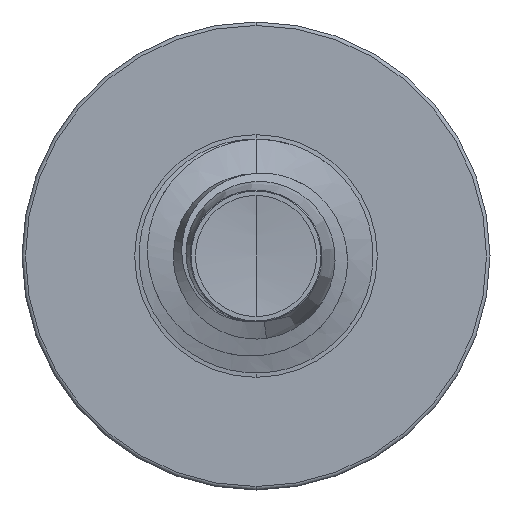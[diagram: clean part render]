
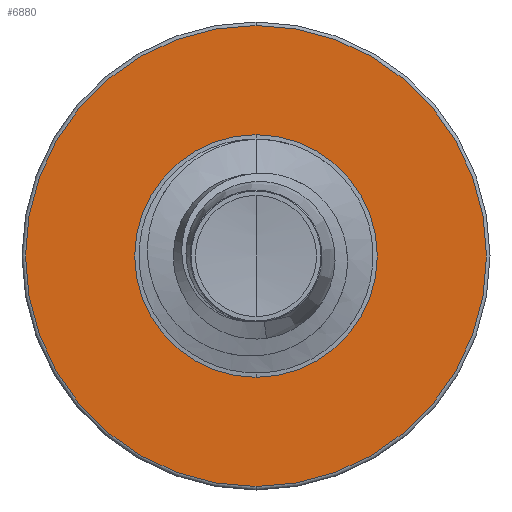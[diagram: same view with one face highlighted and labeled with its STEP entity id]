
A CAD part, front view. The second image highlights one B-rep face of the part: STEP entity #6880.
In plain terms, the highlighted planar face has unit normal (0, -1, 0).
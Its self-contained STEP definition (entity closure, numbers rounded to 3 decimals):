
#523 = ORIENTED_EDGE ( 'NONE', *, *, #9428, .T. ) ;
#716 = FACE_BOUND ( 'NONE', #7964, .T. ) ;
#810 = AXIS2_PLACEMENT_3D ( 'NONE', #3103, #3131, #2926 ) ;
#850 = AXIS2_PLACEMENT_3D ( 'NONE', #3605, #3286, #3253 ) ;
#1217 = AXIS2_PLACEMENT_3D ( 'NONE', #2106, #2099, #2083 ) ;
#1446 = AXIS2_PLACEMENT_3D ( 'NONE', #3454, #3451, #3439 ) ;
#2083 = DIRECTION ( 'NONE',  ( 0., 0., 1. ) ) ;
#2099 = DIRECTION ( 'NONE',  ( 0., 1., 0. ) ) ;
#2106 = CARTESIAN_POINT ( 'NONE',  ( 0., 3.5, 0. ) ) ;
#2607 = CIRCLE ( 'NONE', #850, 1.296 ) ;
#2926 = DIRECTION ( 'NONE',  ( 0., 0., 1. ) ) ;
#3103 = CARTESIAN_POINT ( 'NONE',  ( 0., 3.5, 0. ) ) ;
#3131 = DIRECTION ( 'NONE',  ( 0., 1., 0. ) ) ;
#3225 = CIRCLE ( 'NONE', #810, 2.463 ) ;
#3253 = DIRECTION ( 'NONE',  ( 0., 0., 1. ) ) ;
#3286 = DIRECTION ( 'NONE',  ( 0., 1., 0. ) ) ;
#3342 = AXIS2_PLACEMENT_3D ( 'NONE', #5176, #5432, #4813 ) ;
#3439 = DIRECTION ( 'NONE',  ( 0., 0., 1. ) ) ;
#3451 = DIRECTION ( 'NONE',  ( 0., 1., 0. ) ) ;
#3454 = CARTESIAN_POINT ( 'NONE',  ( 0., 3.5, 0. ) ) ;
#3605 = CARTESIAN_POINT ( 'NONE',  ( 0., 3.5, 0. ) ) ;
#3750 = CARTESIAN_POINT ( 'NONE',  ( 0., 3.5, -1.296 ) ) ;
#3800 = CARTESIAN_POINT ( 'NONE',  ( 0., 3.5, 2.463 ) ) ;
#4730 = CIRCLE ( 'NONE', #1217, 2.463 ) ;
#4813 = DIRECTION ( 'NONE',  ( 0., 0., 1. ) ) ;
#5160 = PLANE ( 'NONE',  #3342 ) ;
#5176 = CARTESIAN_POINT ( 'NONE',  ( 0., 3.5, -1.296 ) ) ;
#5311 = CIRCLE ( 'NONE', #1446, 1.296 ) ;
#5312 = ORIENTED_EDGE ( 'NONE', *, *, #9209, .F. ) ;
#5432 = DIRECTION ( 'NONE',  ( 0., 1., 0. ) ) ;
#5610 = ORIENTED_EDGE ( 'NONE', *, *, #9429, .F. ) ;
#5705 = VERTEX_POINT ( 'NONE', #3800 ) ;
#5765 = FACE_OUTER_BOUND ( 'NONE', #9603, .T. ) ;
#5766 = VERTEX_POINT ( 'NONE', #3750 ) ;
#5885 = ORIENTED_EDGE ( 'NONE', *, *, #9104, .T. ) ;
#6880 = ADVANCED_FACE ( 'NONE', ( #5765, #716 ), #5160, .F. ) ;
#7964 = EDGE_LOOP ( 'NONE', ( #523, #5885 ) ) ;
#8404 = CARTESIAN_POINT ( 'NONE',  ( 0., 3.5, -2.462 ) ) ;
#8723 = CARTESIAN_POINT ( 'NONE',  ( 0., 3.5, 1.296 ) ) ;
#9104 = EDGE_CURVE ( 'NONE', #5766, #10389, #5311, .T. ) ;
#9209 = EDGE_CURVE ( 'NONE', #5705, #10428, #4730, .T. ) ;
#9428 = EDGE_CURVE ( 'NONE', #10389, #5766, #2607, .T. ) ;
#9429 = EDGE_CURVE ( 'NONE', #10428, #5705, #3225, .T. ) ;
#9603 = EDGE_LOOP ( 'NONE', ( #5312, #5610 ) ) ;
#10389 = VERTEX_POINT ( 'NONE', #8723 ) ;
#10428 = VERTEX_POINT ( 'NONE', #8404 ) ;
